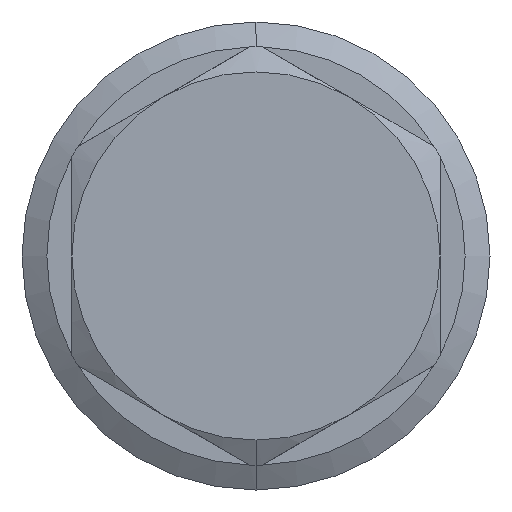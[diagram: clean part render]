
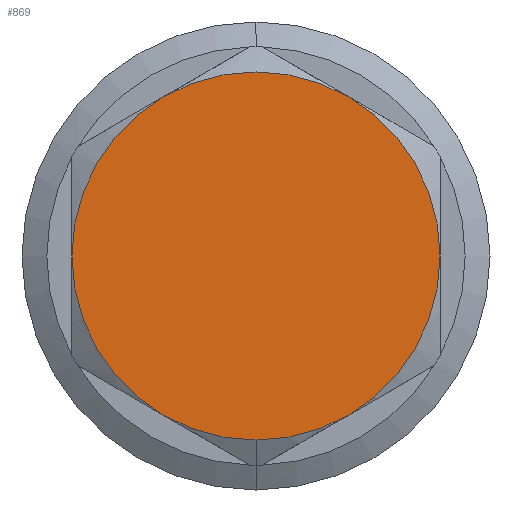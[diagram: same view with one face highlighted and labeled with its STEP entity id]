
A CAD part, left-side view. The second image highlights one B-rep face of the part: STEP entity #869.
In plain terms, the highlighted planar face has unit normal (-1, 0, 0).
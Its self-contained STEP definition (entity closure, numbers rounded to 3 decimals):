
#385 = AXIS2_PLACEMENT_3D ( 'NONE', #12602, #12597, #12596 ) ;
#869 = ADVANCED_FACE ( 'NONE', ( #1442 ), #12600, .F. ) ;
#1442 = FACE_OUTER_BOUND ( 'NONE', #11677, .T. ) ;
#2617 = CIRCLE ( 'NONE', #2904, 20.6 ) ;
#2628 = CIRCLE ( 'NONE', #2895, 20.6 ) ;
#2630 = CIRCLE ( 'NONE', #2893, 20.6 ) ;
#2632 = CIRCLE ( 'NONE', #2887, 20.6 ) ;
#2633 = CIRCLE ( 'NONE', #2884, 20.6 ) ;
#2634 = CIRCLE ( 'NONE', #2882, 20.6 ) ;
#2635 = CIRCLE ( 'NONE', #2877, 20.6 ) ;
#2877 = AXIS2_PLACEMENT_3D ( 'NONE', #7965, #7967, #7968 ) ;
#2882 = AXIS2_PLACEMENT_3D ( 'NONE', #7958, #7960, #7962 ) ;
#2884 = AXIS2_PLACEMENT_3D ( 'NONE', #7949, #7951, #7953 ) ;
#2887 = AXIS2_PLACEMENT_3D ( 'NONE', #7943, #7945, #7947 ) ;
#2893 = AXIS2_PLACEMENT_3D ( 'NONE', #7929, #7931, #7933 ) ;
#2895 = AXIS2_PLACEMENT_3D ( 'NONE', #7921, #7923, #7925 ) ;
#2904 = AXIS2_PLACEMENT_3D ( 'NONE', #7869, #7871, #7873 ) ;
#4650 = CARTESIAN_POINT ( 'NONE',  ( 0., 0., -20.6 ) ) ;
#4698 = CARTESIAN_POINT ( 'NONE',  ( 0., -20.6, 0. ) ) ;
#4718 = CARTESIAN_POINT ( 'NONE',  ( 0., -10.3, 17.84 ) ) ;
#4730 = CARTESIAN_POINT ( 'NONE',  ( 0., 20.6, 0. ) ) ;
#4802 = CARTESIAN_POINT ( 'NONE',  ( 0., 10.3, -17.84 ) ) ;
#4808 = CARTESIAN_POINT ( 'NONE',  ( 0., -10.3, -17.84 ) ) ;
#4860 = CARTESIAN_POINT ( 'NONE',  ( 0., 10.3, 17.84 ) ) ;
#6993 = EDGE_CURVE ( 'NONE', #12179, #12258, #2617, .T. ) ;
#7001 = EDGE_CURVE ( 'NONE', #12284, #12219, #2628, .T. ) ;
#7002 = EDGE_CURVE ( 'NONE', #12219, #12255, #2630, .T. ) ;
#7004 = EDGE_CURVE ( 'NONE', #12255, #12179, #2632, .T. ) ;
#7005 = EDGE_CURVE ( 'NONE', #12258, #12203, #2633, .T. ) ;
#7006 = EDGE_CURVE ( 'NONE', #12203, #12213, #2634, .T. ) ;
#7007 = EDGE_CURVE ( 'NONE', #12213, #12284, #2635, .T. ) ;
#7869 = CARTESIAN_POINT ( 'NONE',  ( 0., 0., 0. ) ) ;
#7871 = DIRECTION ( 'NONE',  ( -1., 0., 0. ) ) ;
#7873 = DIRECTION ( 'NONE',  ( 0., 0., 1. ) ) ;
#7921 = CARTESIAN_POINT ( 'NONE',  ( 0., 0., 0. ) ) ;
#7923 = DIRECTION ( 'NONE',  ( -1., 0., 0. ) ) ;
#7925 = DIRECTION ( 'NONE',  ( 0., 0., 1. ) ) ;
#7929 = CARTESIAN_POINT ( 'NONE',  ( 0., 0., 0. ) ) ;
#7931 = DIRECTION ( 'NONE',  ( -1., 0., 0. ) ) ;
#7933 = DIRECTION ( 'NONE',  ( 0., 0., 1. ) ) ;
#7943 = CARTESIAN_POINT ( 'NONE',  ( 0., 0., 0. ) ) ;
#7945 = DIRECTION ( 'NONE',  ( -1., 0., 0. ) ) ;
#7947 = DIRECTION ( 'NONE',  ( 0., 0., 1. ) ) ;
#7949 = CARTESIAN_POINT ( 'NONE',  ( 0., 0., 0. ) ) ;
#7951 = DIRECTION ( 'NONE',  ( -1., 0., 0. ) ) ;
#7953 = DIRECTION ( 'NONE',  ( 0., 0., 1. ) ) ;
#7958 = CARTESIAN_POINT ( 'NONE',  ( 0., 0., 0. ) ) ;
#7960 = DIRECTION ( 'NONE',  ( -1., 0., 0. ) ) ;
#7962 = DIRECTION ( 'NONE',  ( 0., 0., 1. ) ) ;
#7965 = CARTESIAN_POINT ( 'NONE',  ( 0., 0., 0. ) ) ;
#7967 = DIRECTION ( 'NONE',  ( -1., 0., 0. ) ) ;
#7968 = DIRECTION ( 'NONE',  ( 0., 0., 1. ) ) ;
#9804 = ORIENTED_EDGE ( 'NONE', *, *, #7001, .T. ) ;
#9805 = ORIENTED_EDGE ( 'NONE', *, *, #7002, .T. ) ;
#9807 = ORIENTED_EDGE ( 'NONE', *, *, #7004, .T. ) ;
#9809 = ORIENTED_EDGE ( 'NONE', *, *, #6993, .T. ) ;
#9810 = ORIENTED_EDGE ( 'NONE', *, *, #7005, .T. ) ;
#9811 = ORIENTED_EDGE ( 'NONE', *, *, #7006, .T. ) ;
#9812 = ORIENTED_EDGE ( 'NONE', *, *, #7007, .T. ) ;
#11677 = EDGE_LOOP ( 'NONE', ( #9804, #9805, #9807, #9809, #9810, #9811, #9812 ) ) ;
#12179 = VERTEX_POINT ( 'NONE', #4650 ) ;
#12203 = VERTEX_POINT ( 'NONE', #4698 ) ;
#12213 = VERTEX_POINT ( 'NONE', #4718 ) ;
#12219 = VERTEX_POINT ( 'NONE', #4730 ) ;
#12255 = VERTEX_POINT ( 'NONE', #4802 ) ;
#12258 = VERTEX_POINT ( 'NONE', #4808 ) ;
#12284 = VERTEX_POINT ( 'NONE', #4860 ) ;
#12596 = DIRECTION ( 'NONE',  ( 0., 0., -1. ) ) ;
#12597 = DIRECTION ( 'NONE',  ( 1., 0., 0. ) ) ;
#12600 = PLANE ( 'NONE',  #385 ) ;
#12602 = CARTESIAN_POINT ( 'NONE',  ( 0., 0., 0. ) ) ;
